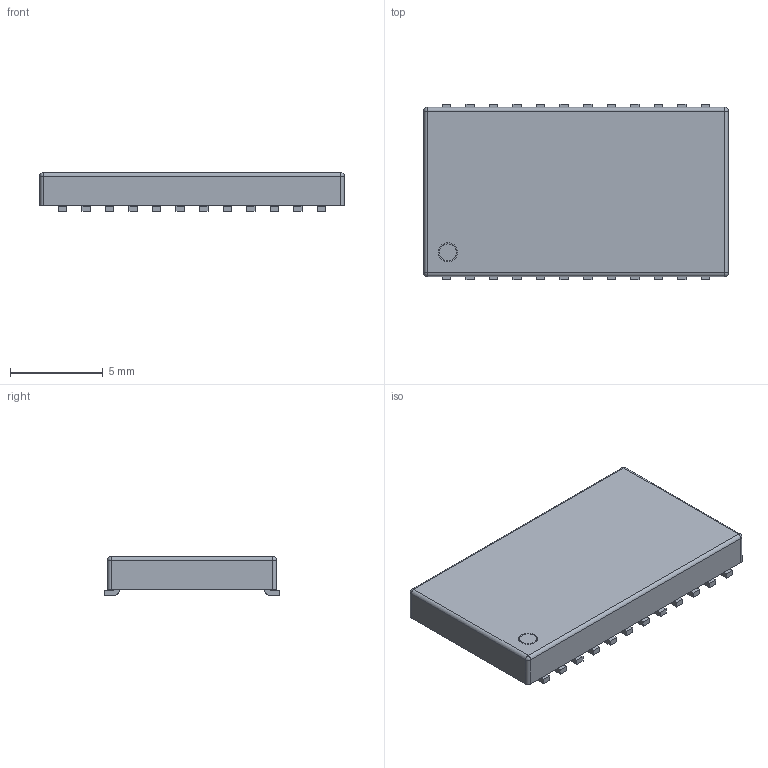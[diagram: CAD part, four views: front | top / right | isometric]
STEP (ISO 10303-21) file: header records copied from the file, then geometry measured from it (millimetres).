
FILE_DESCRIPTION (( 'STEP AP214' ), '1' );
FILE_NAME ('G2425S.STEP', '2022-10-18T07:53:50', ( '' ), ( '' ), 'SwSTEP 2.0', 'SolidWorks 2019', '' );
FILE_SCHEMA (( 'AUTOMOTIVE_DESIGN' ));
Length unit declared in the file: millimetre
Products named in the file (1): G2425S
Bounding box: 16.46 x 9.5 x 2.1 mm (x, y, z)
Volume: 272.7 mm3; surface area: 415.7 mm2
Topology: 1 solids, 1 shells, 213 faces, 550 edges, 360 vertices
Faces by surface type: plane 175, cylinder 32, sphere 4, torus 2
Entity records: 6639 total; most frequent: CARTESIAN_POINT 1120, ORIENTED_EDGE 1092, DIRECTION 1044, EDGE_CURVE 546, VECTOR 476, LINE 476, VERTEX_POINT 360, AXIS2_PLACEMENT_3D 284
